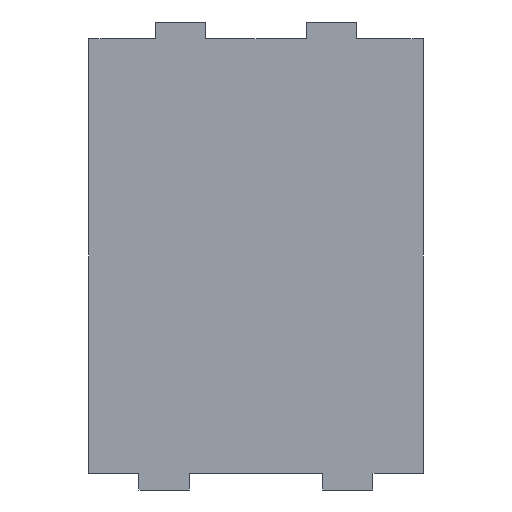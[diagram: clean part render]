
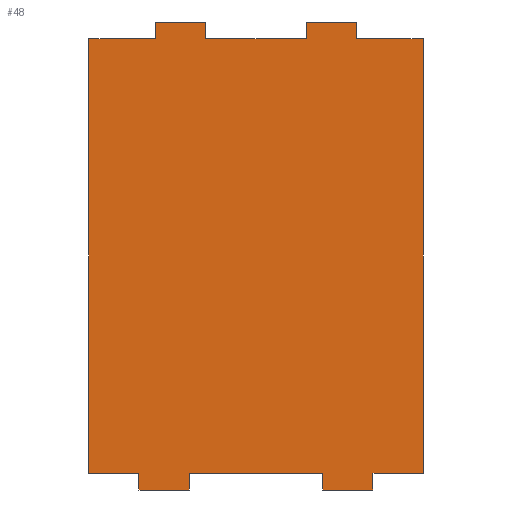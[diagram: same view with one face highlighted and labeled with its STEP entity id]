
A CAD part, front view. The second image highlights one B-rep face of the part: STEP entity #48.
In plain terms, the highlighted planar face has unit normal (0, -1, 0).
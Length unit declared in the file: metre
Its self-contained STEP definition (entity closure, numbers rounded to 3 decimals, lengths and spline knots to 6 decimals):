
#48 = ADVANCED_FACE( '', ( #110 ), #111, .T. );
#110 = FACE_OUTER_BOUND( '', #183, .T. );
#111 = PLANE( '', #184 );
#183 = EDGE_LOOP( '', ( #255, #256, #257, #258, #259, #260, #261, #262, #263, #264, #265, #266, #267, #268, #269, #270, #271, #272, #273, #274 ) );
#184 = AXIS2_PLACEMENT_3D( '', #275, #276, #277 );
#255 = ORIENTED_EDGE( '', *, *, #460, .F. );
#256 = ORIENTED_EDGE( '', *, *, #461, .F. );
#257 = ORIENTED_EDGE( '', *, *, #462, .F. );
#258 = ORIENTED_EDGE( '', *, *, #463, .F. );
#259 = ORIENTED_EDGE( '', *, *, #464, .F. );
#260 = ORIENTED_EDGE( '', *, *, #457, .F. );
#261 = ORIENTED_EDGE( '', *, *, #465, .F. );
#262 = ORIENTED_EDGE( '', *, *, #466, .F. );
#263 = ORIENTED_EDGE( '', *, *, #467, .F. );
#264 = ORIENTED_EDGE( '', *, *, #468, .F. );
#265 = ORIENTED_EDGE( '', *, *, #469, .F. );
#266 = ORIENTED_EDGE( '', *, *, #470, .F. );
#267 = ORIENTED_EDGE( '', *, *, #471, .F. );
#268 = ORIENTED_EDGE( '', *, *, #472, .F. );
#269 = ORIENTED_EDGE( '', *, *, #473, .F. );
#270 = ORIENTED_EDGE( '', *, *, #474, .F. );
#271 = ORIENTED_EDGE( '', *, *, #475, .F. );
#272 = ORIENTED_EDGE( '', *, *, #476, .F. );
#273 = ORIENTED_EDGE( '', *, *, #477, .F. );
#274 = ORIENTED_EDGE( '', *, *, #478, .F. );
#275 = CARTESIAN_POINT( '', ( 0., -0.003, 0. ) );
#276 = DIRECTION( '', ( 0., -1., 0. ) );
#277 = DIRECTION( '', ( 1., 0., 0. ) );
#457 = EDGE_CURVE( '', #540, #542, #543, .T. );
#460 = EDGE_CURVE( '', #546, #547, #548, .T. );
#461 = EDGE_CURVE( '', #549, #546, #550, .T. );
#462 = EDGE_CURVE( '', #551, #549, #552, .T. );
#463 = EDGE_CURVE( '', #553, #551, #554, .T. );
#464 = EDGE_CURVE( '', #542, #553, #555, .T. );
#465 = EDGE_CURVE( '', #556, #540, #557, .T. );
#466 = EDGE_CURVE( '', #558, #556, #559, .T. );
#467 = EDGE_CURVE( '', #560, #558, #561, .T. );
#468 = EDGE_CURVE( '', #562, #560, #563, .T. );
#469 = EDGE_CURVE( '', #564, #562, #565, .T. );
#470 = EDGE_CURVE( '', #566, #564, #567, .T. );
#471 = EDGE_CURVE( '', #568, #566, #569, .T. );
#472 = EDGE_CURVE( '', #570, #568, #571, .T. );
#473 = EDGE_CURVE( '', #572, #570, #573, .T. );
#474 = EDGE_CURVE( '', #574, #572, #575, .T. );
#475 = EDGE_CURVE( '', #576, #574, #577, .T. );
#476 = EDGE_CURVE( '', #578, #576, #579, .T. );
#477 = EDGE_CURVE( '', #580, #578, #581, .T. );
#478 = EDGE_CURVE( '', #547, #580, #582, .T. );
#540 = VERTEX_POINT( '', #663 );
#542 = VERTEX_POINT( '', #666 );
#543 = LINE( '', #667, #668 );
#546 = VERTEX_POINT( '', #672 );
#547 = VERTEX_POINT( '', #673 );
#548 = LINE( '', #674, #675 );
#549 = VERTEX_POINT( '', #676 );
#550 = LINE( '', #677, #678 );
#551 = VERTEX_POINT( '', #679 );
#552 = LINE( '', #680, #681 );
#553 = VERTEX_POINT( '', #682 );
#554 = LINE( '', #683, #684 );
#555 = LINE( '', #685, #686 );
#556 = VERTEX_POINT( '', #687 );
#557 = LINE( '', #688, #689 );
#558 = VERTEX_POINT( '', #690 );
#559 = LINE( '', #691, #692 );
#560 = VERTEX_POINT( '', #693 );
#561 = LINE( '', #694, #695 );
#562 = VERTEX_POINT( '', #696 );
#563 = LINE( '', #697, #698 );
#564 = VERTEX_POINT( '', #699 );
#565 = LINE( '', #700, #701 );
#566 = VERTEX_POINT( '', #702 );
#567 = LINE( '', #703, #704 );
#568 = VERTEX_POINT( '', #705 );
#569 = LINE( '', #706, #707 );
#570 = VERTEX_POINT( '', #708 );
#571 = LINE( '', #709, #710 );
#572 = VERTEX_POINT( '', #711 );
#573 = LINE( '', #712, #713 );
#574 = VERTEX_POINT( '', #714 );
#575 = LINE( '', #715, #716 );
#576 = VERTEX_POINT( '', #717 );
#577 = LINE( '', #718, #719 );
#578 = VERTEX_POINT( '', #720 );
#579 = LINE( '', #721, #722 );
#580 = VERTEX_POINT( '', #723 );
#581 = LINE( '', #724, #725 );
#582 = LINE( '', #726, #727 );
#663 = CARTESIAN_POINT( '', ( 0.02, -0.003, -0.065 ) );
#666 = CARTESIAN_POINT( '', ( -0.02, -0.003, -0.065 ) );
#667 = CARTESIAN_POINT( '', ( 0.017093, -0.003, -0.065 ) );
#668 = VECTOR( '', #842, 1. );
#672 = CARTESIAN_POINT( '', ( -0.05, -0.003, -0.065 ) );
#673 = CARTESIAN_POINT( '', ( -0.05, -0.003, 0.065 ) );
#674 = CARTESIAN_POINT( '', ( -0.05, -0.003, 0. ) );
#675 = VECTOR( '', #844, 1. );
#676 = CARTESIAN_POINT( '', ( -0.035, -0.003, -0.065 ) );
#677 = CARTESIAN_POINT( '', ( -0.041458, -0.003, -0.065 ) );
#678 = VECTOR( '', #845, 1. );
#679 = CARTESIAN_POINT( '', ( -0.035, -0.003, -0.07 ) );
#680 = CARTESIAN_POINT( '', ( -0.035, -0.003, -0.06887 ) );
#681 = VECTOR( '', #846, 1. );
#682 = CARTESIAN_POINT( '', ( -0.02, -0.003, -0.07 ) );
#683 = CARTESIAN_POINT( '', ( -0.010853, -0.003, -0.07 ) );
#684 = VECTOR( '', #847, 1. );
#685 = CARTESIAN_POINT( '', ( -0.02, -0.003, -0.069137 ) );
#686 = VECTOR( '', #848, 1. );
#687 = CARTESIAN_POINT( '', ( 0.02, -0.003, -0.07 ) );
#688 = CARTESIAN_POINT( '', ( 0.02, -0.003, -0.066797 ) );
#689 = VECTOR( '', #849, 1. );
#690 = CARTESIAN_POINT( '', ( 0.035, -0.003, -0.07 ) );
#691 = CARTESIAN_POINT( '', ( 0.059535, -0.003, -0.07 ) );
#692 = VECTOR( '', #850, 1. );
#693 = CARTESIAN_POINT( '', ( 0.035, -0.003, -0.065 ) );
#694 = CARTESIAN_POINT( '', ( 0.035, -0.003, -0.067331 ) );
#695 = VECTOR( '', #851, 1. );
#696 = CARTESIAN_POINT( '', ( 0.05, -0.003, -0.065 ) );
#697 = CARTESIAN_POINT( '', ( 0.10021, -0.003, -0.065 ) );
#698 = VECTOR( '', #852, 1. );
#699 = CARTESIAN_POINT( '', ( 0.05, -0.003, 0.065 ) );
#700 = CARTESIAN_POINT( '', ( 0.05, -0.003, -0.001752 ) );
#701 = VECTOR( '', #853, 1. );
#702 = CARTESIAN_POINT( '', ( 0.03, -0.003, 0.065 ) );
#703 = CARTESIAN_POINT( '', ( 0.163544, -0.003, 0.065 ) );
#704 = VECTOR( '', #854, 1. );
#705 = CARTESIAN_POINT( '', ( 0.03, -0.003, 0.07 ) );
#706 = CARTESIAN_POINT( '', ( 0.03, -0.003, 0.067135 ) );
#707 = VECTOR( '', #855, 1. );
#708 = CARTESIAN_POINT( '', ( 0.015, -0.003, 0.07 ) );
#709 = CARTESIAN_POINT( '', ( 0.03779, -0.003, 0.07 ) );
#710 = VECTOR( '', #856, 1. );
#711 = CARTESIAN_POINT( '', ( 0.015, -0.003, 0.065 ) );
#712 = CARTESIAN_POINT( '', ( 0.015, -0.003, 0.068203 ) );
#713 = VECTOR( '', #857, 1. );
#714 = CARTESIAN_POINT( '', ( -0.015, -0.003, 0.065 ) );
#715 = CARTESIAN_POINT( '', ( 0.013285, -0.003, 0.065 ) );
#716 = VECTOR( '', #858, 1. );
#717 = CARTESIAN_POINT( '', ( -0.015, -0.003, 0.07 ) );
#718 = CARTESIAN_POINT( '', ( -0.015, -0.003, 0.067598 ) );
#719 = VECTOR( '', #859, 1. );
#720 = CARTESIAN_POINT( '', ( -0.03, -0.003, 0.07 ) );
#721 = CARTESIAN_POINT( '', ( -0.015986, -0.003, 0.07 ) );
#722 = VECTOR( '', #860, 1. );
#723 = CARTESIAN_POINT( '', ( -0.03, -0.003, 0.065 ) );
#724 = CARTESIAN_POINT( '', ( -0.03, -0.003, 0.067536 ) );
#725 = VECTOR( '', #861, 1. );
#726 = CARTESIAN_POINT( '', ( 0.031413, -0.003, 0.065 ) );
#727 = VECTOR( '', #862, 1. );
#842 = DIRECTION( '', ( -1., 0., 0. ) );
#844 = DIRECTION( '', ( 0., 0., 1. ) );
#845 = DIRECTION( '', ( -1., 0., 0. ) );
#846 = DIRECTION( '', ( 0., 0., 1. ) );
#847 = DIRECTION( '', ( -1., 0., 0. ) );
#848 = DIRECTION( '', ( 0., 0., -1. ) );
#849 = DIRECTION( '', ( 0., 0., 1. ) );
#850 = DIRECTION( '', ( -1., 0., 0. ) );
#851 = DIRECTION( '', ( 0., 0., -1. ) );
#852 = DIRECTION( '', ( -1., 0., 0. ) );
#853 = DIRECTION( '', ( 0., 0., -1. ) );
#854 = DIRECTION( '', ( 1., 0., 0. ) );
#855 = DIRECTION( '', ( 0., 0., -1. ) );
#856 = DIRECTION( '', ( 1., 0., 0. ) );
#857 = DIRECTION( '', ( 0., 0., 1. ) );
#858 = DIRECTION( '', ( 1., 0., 0. ) );
#859 = DIRECTION( '', ( 0., 0., -1. ) );
#860 = DIRECTION( '', ( 1., 0., 0. ) );
#861 = DIRECTION( '', ( 0., 0., 1. ) );
#862 = DIRECTION( '', ( 1., 0., 0. ) );
